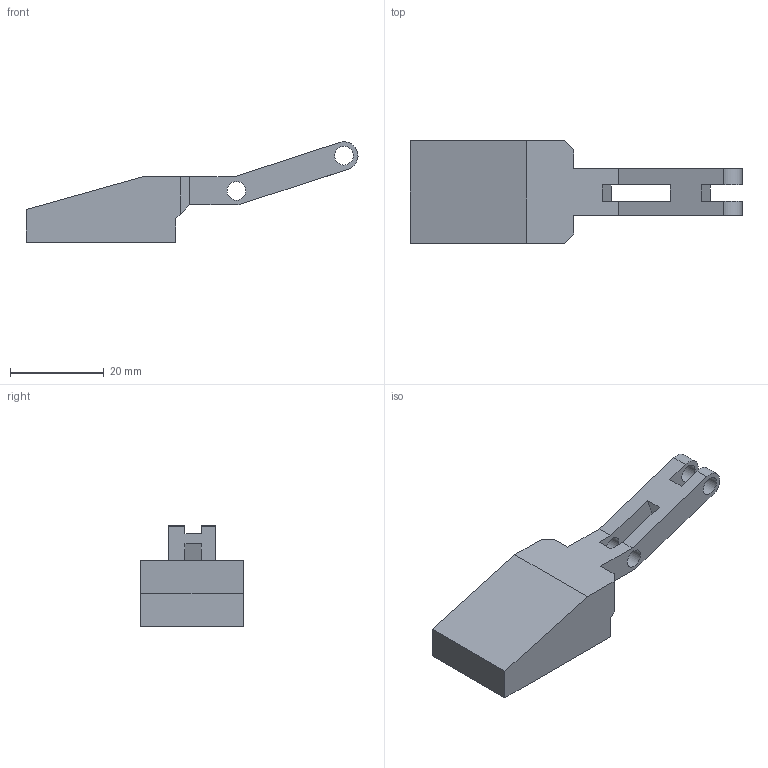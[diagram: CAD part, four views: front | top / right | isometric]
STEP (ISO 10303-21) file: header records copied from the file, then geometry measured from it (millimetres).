
FILE_DESCRIPTION(/* description */ (''),/* implementation_level */ '2;1');
FILE_NAME(/* name */ 'gripper.stp',/* time_stamp */ '2021-04-22T12:12:23+07:00',/* author */ ('Luthfi '),/* organization */ (''),/* preprocessor_version */ 'ST-DEVELOPER v18.1',/* originating_system */ 'Autodesk Inventor 2021',/* authorisation */ '');
FILE_SCHEMA (('CONFIG_CONTROL_DESIGN'));
Length unit declared in the file: millimetre
Products named in the file (1): gripper
Bounding box: 71 x 22 x 21.5 mm (x, y, z)
Volume: 9956.2 mm3; surface area: 4107.9 mm2
Topology: 1 solids, 1 shells, 32 faces, 94 edges, 62 vertices
Faces by surface type: plane 24, cylinder 8
Full cylindrical faces by diameter (mm): 4 x4
Entity records: 1119 total; most frequent: CARTESIAN_POINT 189, ORIENTED_EDGE 188, DIRECTION 176, EDGE_CURVE 94, LINE 78, VECTOR 78, VERTEX_POINT 62, AXIS2_PLACEMENT_3D 49
